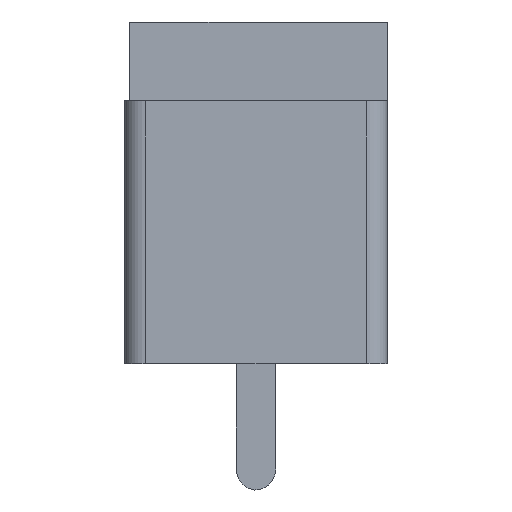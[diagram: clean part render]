
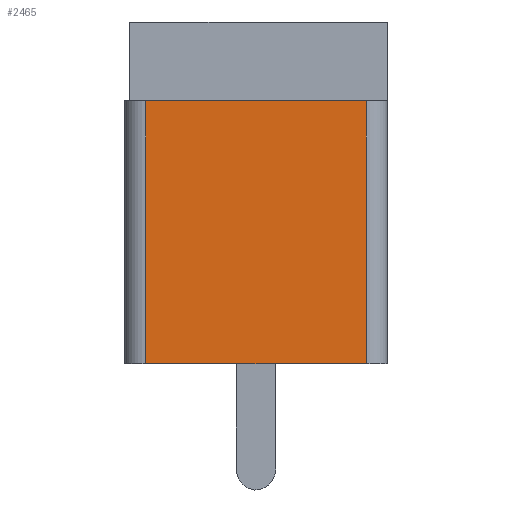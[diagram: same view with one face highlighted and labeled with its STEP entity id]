
A CAD part, left-side view. The second image highlights one B-rep face of the part: STEP entity #2465.
In plain terms, the highlighted planar face has unit normal (-1, 0, 0).
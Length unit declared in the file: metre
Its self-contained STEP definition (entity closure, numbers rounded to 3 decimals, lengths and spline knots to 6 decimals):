
#120=ORIENTED_EDGE('',*,*,#808,.F.);
#121=ORIENTED_EDGE('',*,*,#809,.T.);
#122=ORIENTED_EDGE('',*,*,#810,.T.);
#123=ORIENTED_EDGE('',*,*,#811,.T.);
#808=EDGE_CURVE('',#1150,#1151,#1381,.T.);
#809=EDGE_CURVE('',#1150,#1152,#1382,.T.);
#810=EDGE_CURVE('',#1152,#1153,#1383,.T.);
#811=EDGE_CURVE('',#1153,#1151,#1384,.F.);
#1150=VERTEX_POINT('',#4196);
#1151=VERTEX_POINT('',#4197);
#1152=VERTEX_POINT('',#4199);
#1153=VERTEX_POINT('',#4201);
#1381=LINE('',#4195,#1687);
#1382=LINE('',#4198,#1688);
#1383=LINE('',#4200,#1689);
#1384=LINE('',#4202,#1690);
#1687=VECTOR('',#3576,1.);
#1688=VECTOR('',#3577,1.);
#1689=VECTOR('',#3578,1.);
#1690=VECTOR('',#3579,1.);
#1958=EDGE_LOOP('',(#120,#121,#122,#123));
#2094=FACE_BOUND('',#1958,.T.);
#2230=PLANE('',#3383);
#2465=ADVANCED_FACE('',(#2094),#2230,.F.);
#3383=AXIS2_PLACEMENT_3D('',#4194,#3574,#3575);
#3574=DIRECTION('',(1.,0.,0.));
#3575=DIRECTION('',(0.,1.,0.));
#3576=DIRECTION('',(0.,-1.,0.));
#3577=DIRECTION('',(0.,0.,-1.));
#3578=DIRECTION('',(0.,-1.,0.));
#3579=DIRECTION('',(0.,0.,-1.));
#4194=CARTESIAN_POINT('',(-0.004932,-0.017768,0.018102));
#4195=CARTESIAN_POINT('',(-0.004932,-0.017768,0.018102));
#4196=CARTESIAN_POINT('',(-0.004932,-0.018568,0.018102));
#4197=CARTESIAN_POINT('',(-0.004932,-0.026968,0.018102));
#4198=CARTESIAN_POINT('',(-0.004932,-0.018568,0.018102));
#4199=CARTESIAN_POINT('',(-0.004932,-0.018568,0.008102));
#4200=CARTESIAN_POINT('',(-0.004932,-0.017768,0.008102));
#4201=CARTESIAN_POINT('',(-0.004932,-0.026968,0.008102));
#4202=CARTESIAN_POINT('',(-0.004932,-0.026968,0.018102));
